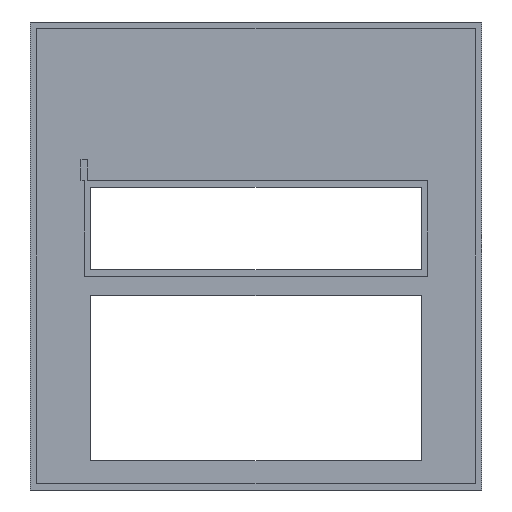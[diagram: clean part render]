
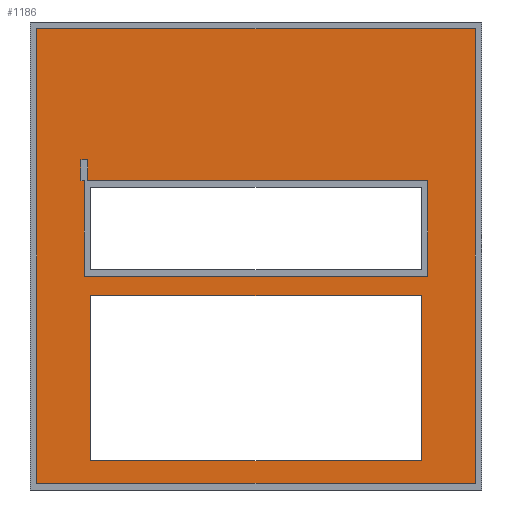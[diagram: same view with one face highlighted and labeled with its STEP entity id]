
A CAD part, front view. The second image highlights one B-rep face of the part: STEP entity #1186.
In plain terms, the highlighted planar face has unit normal (0, -1, 0).
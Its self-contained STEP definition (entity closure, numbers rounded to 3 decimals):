
#8 = CARTESIAN_POINT ( 'NONE',  ( 72.2, 0., -46.2 ) ) ;
#11 = ORIENTED_EDGE ( 'NONE', *, *, #289, .F. ) ;
#15 = EDGE_CURVE ( 'NONE', #247, #1121, #103, .T. ) ;
#37 = DIRECTION ( 'NONE',  ( 0., 0., 1. ) ) ;
#43 = VECTOR ( 'NONE', #37, 1000. ) ;
#44 = DIRECTION ( 'NONE',  ( 1., 0., 0. ) ) ;
#45 = LINE ( 'NONE', #320, #1008 ) ;
#64 = DIRECTION ( 'NONE',  ( 0., 0., 1. ) ) ;
#65 = LINE ( 'NONE', #1049, #571 ) ;
#76 = ORIENTED_EDGE ( 'NONE', *, *, #800, .F. ) ;
#89 = LINE ( 'NONE', #549, #660 ) ;
#92 = VERTEX_POINT ( 'NONE', #318 ) ;
#101 = LINE ( 'NONE', #258, #675 ) ;
#103 = LINE ( 'NONE', #208, #228 ) ;
#104 = DIRECTION ( 'NONE',  ( 0., 0., 1. ) ) ;
#113 = FACE_OUTER_BOUND ( 'NONE', #988, .T. ) ;
#121 = DIRECTION ( 'NONE',  ( 1., 0., 0. ) ) ;
#122 = VECTOR ( 'NONE', #121, 1000. ) ;
#123 = VERTEX_POINT ( 'NONE', #314 ) ;
#129 = EDGE_CURVE ( 'NONE', #452, #123, #417, .T. ) ;
#133 = CARTESIAN_POINT ( 'NONE',  ( 71., 0., -49.7 ) ) ;
#145 = FACE_BOUND ( 'NONE', #171, .T. ) ;
#154 = VERTEX_POINT ( 'NONE', #227 ) ;
#155 = CARTESIAN_POINT ( 'NONE',  ( 72.2, 0., -46.2 ) ) ;
#159 = CARTESIAN_POINT ( 'NONE',  ( 10.4, 0., -25. ) ) ;
#163 = CARTESIAN_POINT ( 'NONE',  ( 71., 0., -79.7 ) ) ;
#171 = EDGE_LOOP ( 'NONE', ( #76, #11, #1217, #987 ) ) ;
#182 = LINE ( 'NONE', #1129, #1208 ) ;
#184 = CARTESIAN_POINT ( 'NONE',  ( 9.8, 0., -28.8 ) ) ;
#189 = EDGE_CURVE ( 'NONE', #92, #532, #89, .T. ) ;
#208 = CARTESIAN_POINT ( 'NONE',  ( 9.2, 0., -25. ) ) ;
#227 = CARTESIAN_POINT ( 'NONE',  ( 72.2, 0., -28.8 ) ) ;
#228 = VECTOR ( 'NONE', #377, 1000. ) ;
#239 = VECTOR ( 'NONE', #426, 1000. ) ;
#244 = DIRECTION ( 'NONE',  ( -1., 0., 0. ) ) ;
#246 = CARTESIAN_POINT ( 'NONE',  ( 80.8, 0., -83.8 ) ) ;
#247 = VERTEX_POINT ( 'NONE', #159 ) ;
#258 = CARTESIAN_POINT ( 'NONE',  ( 0., 0., -79.7 ) ) ;
#262 = CARTESIAN_POINT ( 'NONE',  ( 9.8, 0., -46.2 ) ) ;
#267 = EDGE_LOOP ( 'NONE', ( #1021, #356, #293, #1056, #1156, #403, #1037, #1196 ) ) ;
#268 = CARTESIAN_POINT ( 'NONE',  ( 10.4, 0., -28.8 ) ) ;
#269 = VERTEX_POINT ( 'NONE', #246 ) ;
#289 = EDGE_CURVE ( 'NONE', #1120, #937, #182, .T. ) ;
#293 = ORIENTED_EDGE ( 'NONE', *, *, #1034, .F. ) ;
#295 = ORIENTED_EDGE ( 'NONE', *, *, #1220, .F. ) ;
#299 = DIRECTION ( 'NONE',  ( -1., 0., 0. ) ) ;
#302 = LINE ( 'NONE', #586, #1064 ) ;
#314 = CARTESIAN_POINT ( 'NONE',  ( 80.8, 0., -1.2 ) ) ;
#318 = CARTESIAN_POINT ( 'NONE',  ( 9.2, 0., -28.8 ) ) ;
#320 = CARTESIAN_POINT ( 'NONE',  ( 71., 0., 0. ) ) ;
#356 = ORIENTED_EDGE ( 'NONE', *, *, #189, .F. ) ;
#377 = DIRECTION ( 'NONE',  ( -1., 0., 0. ) ) ;
#391 = VERTEX_POINT ( 'NONE', #947 ) ;
#395 = EDGE_CURVE ( 'NONE', #391, #455, #101, .T. ) ;
#403 = ORIENTED_EDGE ( 'NONE', *, *, #754, .F. ) ;
#404 = ORIENTED_EDGE ( 'NONE', *, *, #857, .F. ) ;
#417 = LINE ( 'NONE', #1205, #122 ) ;
#426 = DIRECTION ( 'NONE',  ( 0., 0., 1. ) ) ;
#436 = DIRECTION ( 'NONE',  ( 0., 0., -1. ) ) ;
#452 = VERTEX_POINT ( 'NONE', #753 ) ;
#455 = VERTEX_POINT ( 'NONE', #163 ) ;
#459 = DIRECTION ( 'NONE',  ( 0., 0., -1. ) ) ;
#470 = DIRECTION ( 'NONE',  ( 1., 0., 0. ) ) ;
#474 = LINE ( 'NONE', #155, #843 ) ;
#532 = VERTEX_POINT ( 'NONE', #184 ) ;
#549 = CARTESIAN_POINT ( 'NONE',  ( 9.2, 0., -28.8 ) ) ;
#571 = VECTOR ( 'NONE', #459, 1000. ) ;
#586 = CARTESIAN_POINT ( 'NONE',  ( 0., 0., -83.8 ) ) ;
#604 = CARTESIAN_POINT ( 'NONE',  ( 72.2, 0., -46.2 ) ) ;
#616 = CARTESIAN_POINT ( 'NONE',  ( 1.2, 0., -83.8 ) ) ;
#617 = LINE ( 'NONE', #1138, #1203 ) ;
#619 = DIRECTION ( 'NONE',  ( 0., 0., -1. ) ) ;
#632 = CARTESIAN_POINT ( 'NONE',  ( 9.8, 0., -46.2 ) ) ;
#636 = AXIS2_PLACEMENT_3D ( 'NONE', #855, #1044, #668 ) ;
#640 = DIRECTION ( 'NONE',  ( 0., 0., 1. ) ) ;
#660 = VECTOR ( 'NONE', #44, 1000. ) ;
#662 = ORIENTED_EDGE ( 'NONE', *, *, #990, .F. ) ;
#668 = DIRECTION ( 'NONE',  ( 0., 0., -1. ) ) ;
#675 = VECTOR ( 'NONE', #470, 1000. ) ;
#702 = CARTESIAN_POINT ( 'NONE',  ( 72.2, 0., -28.8 ) ) ;
#737 = CARTESIAN_POINT ( 'NONE',  ( 9.2, 0., -25. ) ) ;
#743 = DIRECTION ( 'NONE',  ( -1., 0., 0. ) ) ;
#753 = CARTESIAN_POINT ( 'NONE',  ( 1.2, 0., -1.2 ) ) ;
#754 = EDGE_CURVE ( 'NONE', #154, #1179, #1048, .T. ) ;
#767 = VERTEX_POINT ( 'NONE', #604 ) ;
#774 = VECTOR ( 'NONE', #299, 1000. ) ;
#800 = EDGE_CURVE ( 'NONE', #937, #391, #996, .T. ) ;
#821 = EDGE_CURVE ( 'NONE', #767, #154, #474, .T. ) ;
#843 = VECTOR ( 'NONE', #640, 1000. ) ;
#855 = CARTESIAN_POINT ( 'NONE',  ( 0., 0., 0. ) ) ;
#857 = EDGE_CURVE ( 'NONE', #269, #974, #302, .T. ) ;
#874 = VECTOR ( 'NONE', #1004, 1000. ) ;
#875 = CARTESIAN_POINT ( 'NONE',  ( 11., 0., 0. ) ) ;
#885 = EDGE_CURVE ( 'NONE', #455, #1120, #45, .T. ) ;
#905 = CARTESIAN_POINT ( 'NONE',  ( 11., 0., -49.7 ) ) ;
#914 = EDGE_CURVE ( 'NONE', #767, #1150, #1127, .T. ) ;
#928 = FACE_BOUND ( 'NONE', #267, .T. ) ;
#937 = VERTEX_POINT ( 'NONE', #905 ) ;
#945 = VECTOR ( 'NONE', #64, 1000. ) ;
#947 = CARTESIAN_POINT ( 'NONE',  ( 11., 0., -79.7 ) ) ;
#952 = CARTESIAN_POINT ( 'NONE',  ( 10.4, 0., -28.8 ) ) ;
#974 = VERTEX_POINT ( 'NONE', #616 ) ;
#979 = VECTOR ( 'NONE', #619, 1000. ) ;
#987 = ORIENTED_EDGE ( 'NONE', *, *, #395, .F. ) ;
#988 = EDGE_LOOP ( 'NONE', ( #295, #1182, #662, #404 ) ) ;
#990 = EDGE_CURVE ( 'NONE', #974, #452, #1272, .T. ) ;
#996 = LINE ( 'NONE', #875, #979 ) ;
#1004 = DIRECTION ( 'NONE',  ( -1., 0., 0. ) ) ;
#1008 = VECTOR ( 'NONE', #104, 1000. ) ;
#1021 = ORIENTED_EDGE ( 'NONE', *, *, #1085, .T. ) ;
#1022 = LINE ( 'NONE', #952, #945 ) ;
#1034 = EDGE_CURVE ( 'NONE', #1121, #92, #617, .T. ) ;
#1037 = ORIENTED_EDGE ( 'NONE', *, *, #821, .F. ) ;
#1044 = DIRECTION ( 'NONE',  ( 0., -1., 0. ) ) ;
#1048 = LINE ( 'NONE', #702, #774 ) ;
#1049 = CARTESIAN_POINT ( 'NONE',  ( 80.8, 0., 0. ) ) ;
#1056 = ORIENTED_EDGE ( 'NONE', *, *, #15, .F. ) ;
#1064 = VECTOR ( 'NONE', #244, 1000. ) ;
#1085 = EDGE_CURVE ( 'NONE', #1150, #532, #1187, .T. ) ;
#1111 = CARTESIAN_POINT ( 'NONE',  ( 1.2, 0., 0. ) ) ;
#1120 = VERTEX_POINT ( 'NONE', #133 ) ;
#1121 = VERTEX_POINT ( 'NONE', #737 ) ;
#1127 = LINE ( 'NONE', #8, #874 ) ;
#1129 = CARTESIAN_POINT ( 'NONE',  ( 0., 0., -49.7 ) ) ;
#1138 = CARTESIAN_POINT ( 'NONE',  ( 9.2, 0., -28.8 ) ) ;
#1150 = VERTEX_POINT ( 'NONE', #262 ) ;
#1156 = ORIENTED_EDGE ( 'NONE', *, *, #1190, .F. ) ;
#1179 = VERTEX_POINT ( 'NONE', #268 ) ;
#1182 = ORIENTED_EDGE ( 'NONE', *, *, #129, .F. ) ;
#1186 = ADVANCED_FACE ( 'NONE', ( #145, #113, #928 ), #1255, .T. ) ;
#1187 = LINE ( 'NONE', #632, #239 ) ;
#1190 = EDGE_CURVE ( 'NONE', #1179, #247, #1022, .T. ) ;
#1196 = ORIENTED_EDGE ( 'NONE', *, *, #914, .T. ) ;
#1203 = VECTOR ( 'NONE', #436, 1000. ) ;
#1205 = CARTESIAN_POINT ( 'NONE',  ( 0., 0., -1.2 ) ) ;
#1208 = VECTOR ( 'NONE', #743, 1000. ) ;
#1217 = ORIENTED_EDGE ( 'NONE', *, *, #885, .F. ) ;
#1220 = EDGE_CURVE ( 'NONE', #123, #269, #65, .T. ) ;
#1255 = PLANE ( 'NONE',  #636 ) ;
#1272 = LINE ( 'NONE', #1111, #43 ) ;
